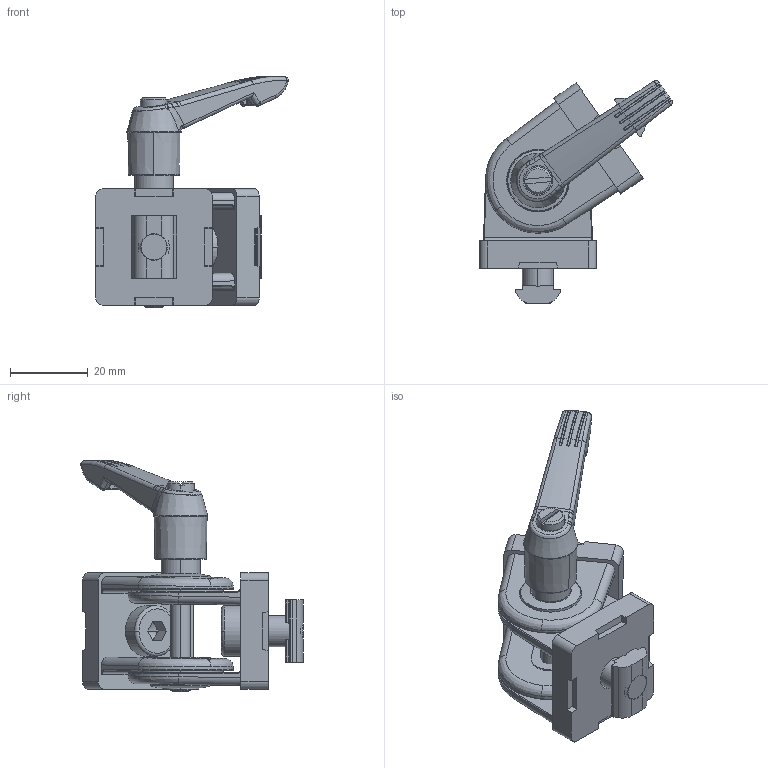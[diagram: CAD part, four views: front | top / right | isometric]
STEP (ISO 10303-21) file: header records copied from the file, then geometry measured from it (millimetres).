
FILE_DESCRIPTION (( 'STEP AP203' ), '1' );
FILE_NAME ('484500600_c_1.STEP', '2023-03-02T14:46:49', ( '' ), ( '' ), 'SwSTEP 2.0', 'SolidWorks 2014', '' );
FILE_SCHEMA (( 'CONFIG_CONTROL_DESIGN' ));
Length unit declared in the file: millimetre
Products named in the file (1): 484500600_c_1
Bounding box: 49.55 x 57.15 x 59.49 mm (x, y, z)
Surface area: 20768.3 mm2 (no closed solid volume)
Topology: 0 solids, 14 shells, 771 faces, 1948 edges, 1215 vertices
Faces by surface type: plane 243, cylinder 201, bspline 114, torus 106, cone 92, sphere 15
Entity records: 28777 total; most frequent: CARTESIAN_POINT 11290, ORIENTED_EDGE 3838, DIRECTION 3411, EDGE_CURVE 1921, AXIS2_PLACEMENT_3D 1358, VERTEX_POINT 1207, EDGE_LOOP 825, ADVANCED_FACE 770
